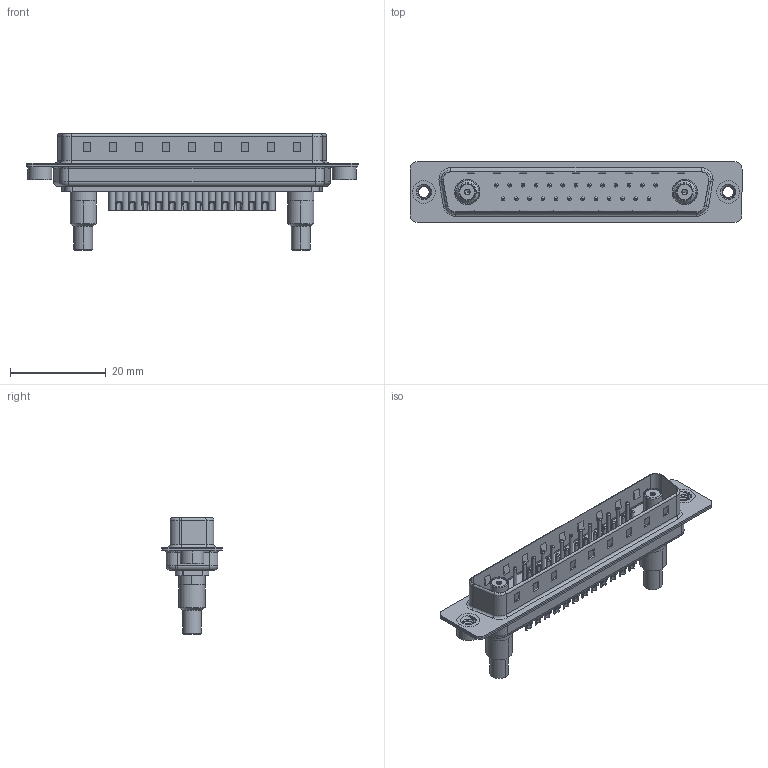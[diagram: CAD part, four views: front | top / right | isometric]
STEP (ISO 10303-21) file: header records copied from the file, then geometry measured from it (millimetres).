
FILE_DESCRIPTION (( 'STEP AP203' ), '1' );
FILE_NAME ('627-27W2622-7N2.STEP', '2019-05-30T04:31:40', ( '' ), ( '' ), 'SwSTEP 2.0', 'SolidWorks 2016', '' );
FILE_SCHEMA (( 'CONFIG_CONTROL_DESIGN' ));
Length unit declared in the file: millimetre
Products named in the file (14): 627Combo Housing_27W2; Socket_Solder Cup; 627Combo Shell Rear_37 Contacts; Solder Cover; 627Combo Shell Front_37 Contacts; Co-Ax Jack Assy_SC; 627Combo Contact Row 1_22; 627Combo Threaded Rivet_2; 627Combo Contact Row 2_22; Co-Ax Jack_Solder Cup Tail; 627-27W2622-7N2; Insulator Socket; Insulator Socket 2; Locking Collar
Assembly tree (38 placements, depth 3):
  627-27W2622-7N2
    627Combo Housing_27W2
    627Combo Shell Rear_37 Contacts
    627Combo Shell Front_37 Contacts
    627Combo Threaded Rivet_2  x2
    Co-Ax Jack Assy_SC  x2
      Co-Ax Jack_Solder Cup Tail
      Insulator Socket
      Insulator Socket 2
      Locking Collar
      Socket_Solder Cup
      Solder Cover
    627Combo Contact Row 1_22  x13
    627Combo Contact Row 2_22  x12
Bounding box: 69.3 x 12.6 x 24.3 mm (x, y, z)
Volume: 4051.9 mm3; surface area: 10928.2 mm2
Topology: 42 solids, 42 shells, 1597 faces, 3735 edges, 2293 vertices
Faces by surface type: cylinder 669, plane 508, torus 308, cone 102, bspline 10
Entity records: 26560 total; most frequent: CARTESIAN_POINT 5573, DIRECTION 4209, ORIENTED_EDGE 3698, EDGE_CURVE 1849, AXIS2_PLACEMENT_3D 1632, VERTEX_POINT 1176, EDGE_LOOP 961, VECTOR 945
